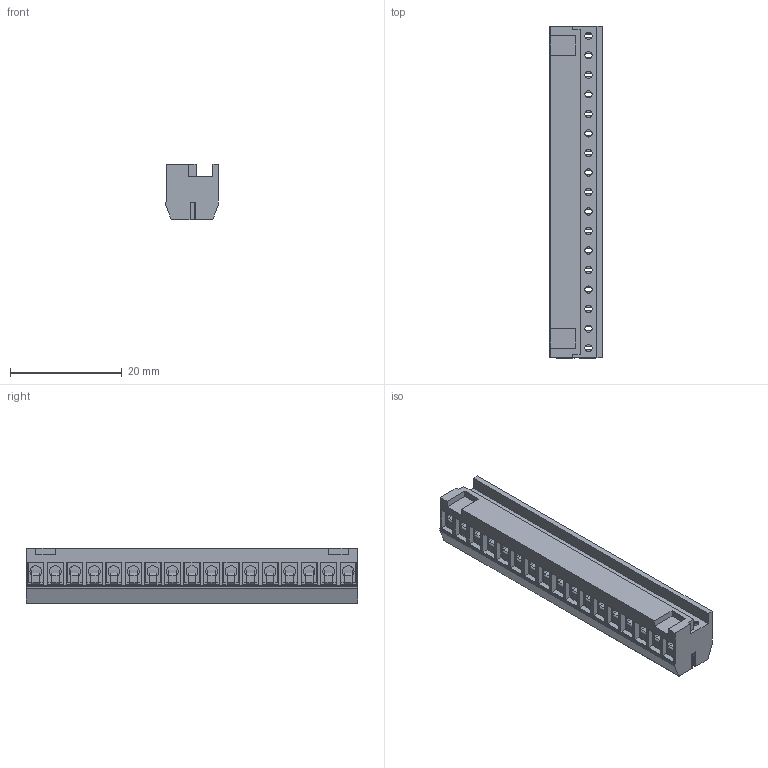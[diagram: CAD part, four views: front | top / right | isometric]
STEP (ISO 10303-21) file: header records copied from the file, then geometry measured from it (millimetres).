
FILE_DESCRIPTION((''),'2;1');
FILE_NAME('0','2024-11-15T14:21:08',('sheji'),(''),'CREO PARAMETRIC BY PTC INC, 2018100','CREO PARAMETRIC BY PTC INC, 2018100','');
FILE_SCHEMA(('CONFIG_CONTROL_DESIGN'));
Length unit declared in the file: millimetre
Products named in the file (1): 0
Bounding box: 9.5 x 59.5 x 10 mm (x, y, z)
Volume: 4185.6 mm3; surface area: 4563.1 mm2
Topology: 1 solids, 1 shells, 1015 faces, 2580 edges, 1601 vertices
Faces by surface type: plane 595, cylinder 250, cone 68, bspline 51, extrusion 51
Entity records: 31762 total; most frequent: CARTESIAN_POINT 7285, ORIENTED_EDGE 5160, DIRECTION 4872, EDGE_CURVE 2580, VECTOR 1774, LINE 1723, VERTEX_POINT 1601, AXIS2_PLACEMENT_3D 1549
